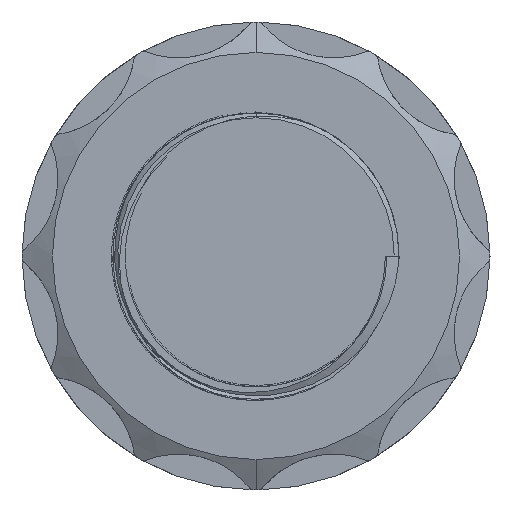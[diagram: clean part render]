
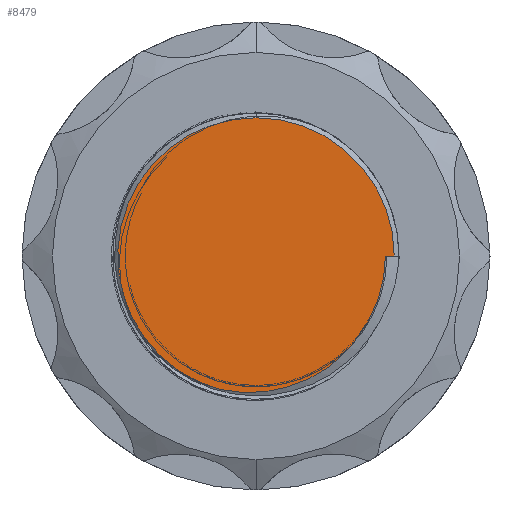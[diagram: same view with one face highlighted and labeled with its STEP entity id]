
A CAD part, left-side view. The second image highlights one B-rep face of the part: STEP entity #8479.
In plain terms, the highlighted planar face has unit normal (-1, 0, 0).
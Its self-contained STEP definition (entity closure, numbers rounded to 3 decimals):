
#157 = LINE ( 'NONE', #1691, #10370 ) ;
#702 = CIRCLE ( 'NONE', #8748, 8.625 ) ;
#1085 = CARTESIAN_POINT ( 'NONE',  ( -70.42, 1.86, -8.412 ) ) ;
#1147 = DIRECTION ( 'NONE',  ( -1., 0., 0. ) ) ;
#1151 = CARTESIAN_POINT ( 'NONE',  ( -70.42, 1.476, -8.468 ) ) ;
#1204 = CARTESIAN_POINT ( 'NONE',  ( -70.42, -5.906, -5.678 ) ) ;
#1205 = VERTEX_POINT ( 'NONE', #11624 ) ;
#1691 = CARTESIAN_POINT ( 'NONE',  ( -70.42, 0., 0. ) ) ;
#3205 = VERTEX_POINT ( 'NONE', #9525 ) ;
#3532 = CARTESIAN_POINT ( 'NONE',  ( -70.42, 0., 0. ) ) ;
#3660 = CARTESIAN_POINT ( 'NONE',  ( -70.42, -7.854, -1.919 ) ) ;
#3721 = CARTESIAN_POINT ( 'NONE',  ( -70.42, -6.449, -4.987 ) ) ;
#3775 = CARTESIAN_POINT ( 'NONE',  ( -70.42, -3.103, -7.763 ) ) ;
#3832 = CARTESIAN_POINT ( 'NONE',  ( -70.42, -2.741, -7.919 ) ) ;
#4180 = CIRCLE ( 'NONE', #13448, 8.625 ) ;
#4357 = DIRECTION ( 'NONE',  ( -1., 0., 0. ) ) ;
#4447 = DIRECTION ( 'NONE',  ( 0., -1., 0. ) ) ;
#4979 = DIRECTION ( 'NONE',  ( 1., 0., 0. ) ) ;
#5102 = CARTESIAN_POINT ( 'NONE',  ( -70.42, -7.728, -2.39 ) ) ;
#6286 = B_SPLINE_CURVE_WITH_KNOTS ( 'NONE', 3,
 ( #9153, #3721, #13432, #13262, #14644, #5102, #3660, #6352, #6529, #12118 ),
 .UNSPECIFIED., .F., .F.,
 ( 4, 2, 2, 2, 4 ),
 ( 0., 0.001, 0.003, 0.004, 0.006 ),
 .UNSPECIFIED. ) ;
#6352 = CARTESIAN_POINT ( 'NONE',  ( -70.42, -8.021, -0.966 ) ) ;
#6529 = CARTESIAN_POINT ( 'NONE',  ( -70.42, -8.063, -0.485 ) ) ;
#6752 = CARTESIAN_POINT ( 'NONE',  ( -70.42, 2.24, -8.329 ) ) ;
#6957 = EDGE_CURVE ( 'NONE', #1205, #8178, #702, .T. ) ;
#6991 = EDGE_LOOP ( 'NONE', ( #8250, #10586, #14866, #12538, #17812 ) ) ;
#7365 = CARTESIAN_POINT ( 'NONE',  ( -70.42, 2.24, -8.329 ) ) ;
#7979 = CARTESIAN_POINT ( 'NONE',  ( -70.42, -5.642, -5.968 ) ) ;
#8101 = CARTESIAN_POINT ( 'NONE',  ( -70.42, -4.128, -7.208 ) ) ;
#8178 = VERTEX_POINT ( 'NONE', #7365 ) ;
#8250 = ORIENTED_EDGE ( 'NONE', *, *, #13934, .T. ) ;
#8479 = ADVANCED_FACE ( 'NONE', ( #10644 ), #14814, .F. ) ;
#8748 = AXIS2_PLACEMENT_3D ( 'NONE', #17645, #1147, #12349 ) ;
#9153 = CARTESIAN_POINT ( 'NONE',  ( -70.42, -6.15, -5.368 ) ) ;
#9498 = CARTESIAN_POINT ( 'NONE',  ( -70.42, -0.868, -8.46 ) ) ;
#9525 = CARTESIAN_POINT ( 'NONE',  ( -70.42, -8.625, 0. ) ) ;
#9685 = CARTESIAN_POINT ( 'NONE',  ( -70.42, 0., 0. ) ) ;
#9793 = EDGE_CURVE ( 'NONE', #8178, #16355, #10117, .T. ) ;
#10117 = B_SPLINE_CURVE_WITH_KNOTS ( 'NONE', 3,
 ( #6752, #1085, #1151, #13428, #16392, #9498, #10771, #3832, #3775, #10835, #8101, #16272, #17766, #7979, #1204, #14815 ),
 .UNSPECIFIED., .F., .F.,
 ( 4, 2, 2, 2, 2, 2, 2, 4 ),
 ( 0.009, 0.01, 0.012, 0.014, 0.015, 0.016, 0.017, 0.019 ),
 .UNSPECIFIED. ) ;
#10370 = VECTOR ( 'NONE', #4447, 1000. ) ;
#10586 = ORIENTED_EDGE ( 'NONE', *, *, #12128, .T. ) ;
#10644 = FACE_OUTER_BOUND ( 'NONE', #6991, .T. ) ;
#10771 = CARTESIAN_POINT ( 'NONE',  ( -70.42, -1.63, -8.307 ) ) ;
#10835 = CARTESIAN_POINT ( 'NONE',  ( -70.42, -3.795, -7.408 ) ) ;
#11071 = DIRECTION ( 'NONE',  ( 0., 0., -1. ) ) ;
#11227 = VERTEX_POINT ( 'NONE', #12515 ) ;
#11624 = CARTESIAN_POINT ( 'NONE',  ( -70.42, 0., 8.625 ) ) ;
#12118 = CARTESIAN_POINT ( 'NONE',  ( -70.42, -8.063, 0. ) ) ;
#12128 = EDGE_CURVE ( 'NONE', #11227, #3205, #157, .T. ) ;
#12349 = DIRECTION ( 'NONE',  ( 0., 0., -1. ) ) ;
#12515 = CARTESIAN_POINT ( 'NONE',  ( -70.42, -8.063, 0. ) ) ;
#12538 = ORIENTED_EDGE ( 'NONE', *, *, #6957, .T. ) ;
#12855 = AXIS2_PLACEMENT_3D ( 'NONE', #3532, #4979, #14694 ) ;
#13262 = CARTESIAN_POINT ( 'NONE',  ( -70.42, -7.198, -3.741 ) ) ;
#13428 = CARTESIAN_POINT ( 'NONE',  ( -70.42, 0.7, -8.528 ) ) ;
#13432 = CARTESIAN_POINT ( 'NONE',  ( -70.42, -6.722, -4.585 ) ) ;
#13448 = AXIS2_PLACEMENT_3D ( 'NONE', #9685, #4357, #11071 ) ;
#13934 = EDGE_CURVE ( 'NONE', #16355, #11227, #6286, .T. ) ;
#14073 = EDGE_CURVE ( 'NONE', #3205, #1205, #4180, .T. ) ;
#14644 = CARTESIAN_POINT ( 'NONE',  ( -70.42, -7.401, -3.299 ) ) ;
#14694 = DIRECTION ( 'NONE',  ( 0., 0., 1. ) ) ;
#14814 = PLANE ( 'NONE',  #12855 ) ;
#14815 = CARTESIAN_POINT ( 'NONE',  ( -70.42, -6.15, -5.368 ) ) ;
#14866 = ORIENTED_EDGE ( 'NONE', *, *, #14073, .T. ) ;
#15755 = CARTESIAN_POINT ( 'NONE',  ( -70.42, -6.15, -5.368 ) ) ;
#16272 = CARTESIAN_POINT ( 'NONE',  ( -70.42, -4.766, -6.76 ) ) ;
#16355 = VERTEX_POINT ( 'NONE', #15755 ) ;
#16392 = CARTESIAN_POINT ( 'NONE',  ( -70.42, 0.305, -8.532 ) ) ;
#17645 = CARTESIAN_POINT ( 'NONE',  ( -70.42, 0., 0. ) ) ;
#17766 = CARTESIAN_POINT ( 'NONE',  ( -70.42, -5.072, -6.509 ) ) ;
#17812 = ORIENTED_EDGE ( 'NONE', *, *, #9793, .T. ) ;
